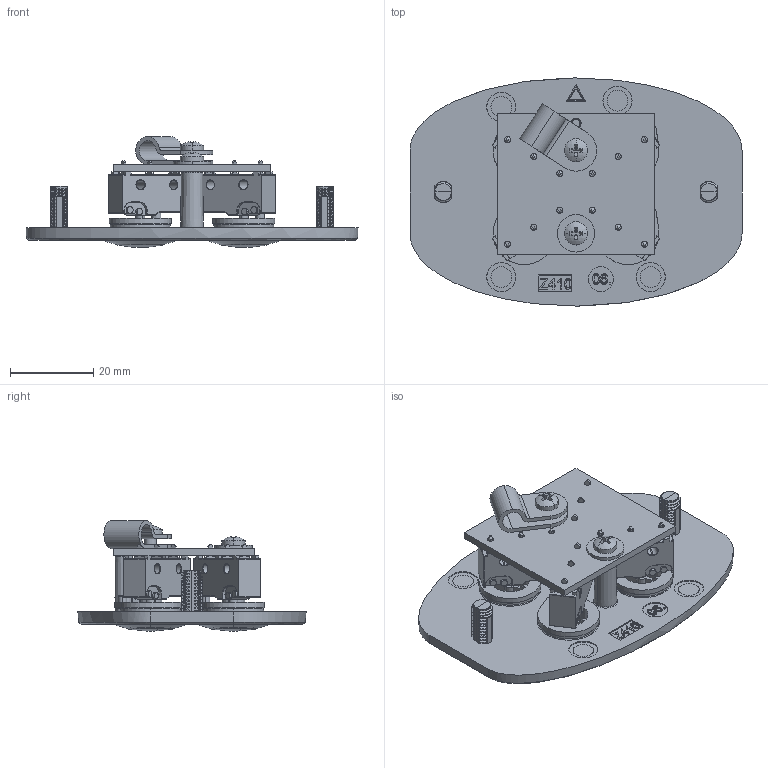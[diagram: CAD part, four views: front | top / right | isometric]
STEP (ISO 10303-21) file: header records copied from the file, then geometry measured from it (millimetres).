
FILE_DESCRIPTION (( 'STEP AP203' ), '1' );
FILE_NAME ('SHS-Pure_K4.STEP', '2011-05-06T09:33:03', ( '.' ), ( '.' ), 'SwSTEP 2.0', 'SolidWorks 2008', '' );
FILE_SCHEMA (( 'CONFIG_CONTROL_DESIGN' ));
Length unit declared in the file: millimetre
Products named in the file (1): SHS-Pure_K4
Bounding box: 80 x 55 x 26.7 mm (x, y, z)
Volume: 20627.9 mm3; surface area: 19883.9 mm2
Topology: 1 solids, 4 shells, 1659 faces, 4411 edges, 2774 vertices
Faces by surface type: plane 574, cylinder 493, bspline 266, torus 151, cone 88, sphere 87
Entity records: 122365 total; most frequent: CARTESIAN_POINT 83871, ORIENTED_EDGE 8752, DIRECTION 7174, EDGE_CURVE 4376, VERTEX_POINT 2774, AXIS2_PLACEMENT_3D 2497, VECTOR 2180, LINE 2180
